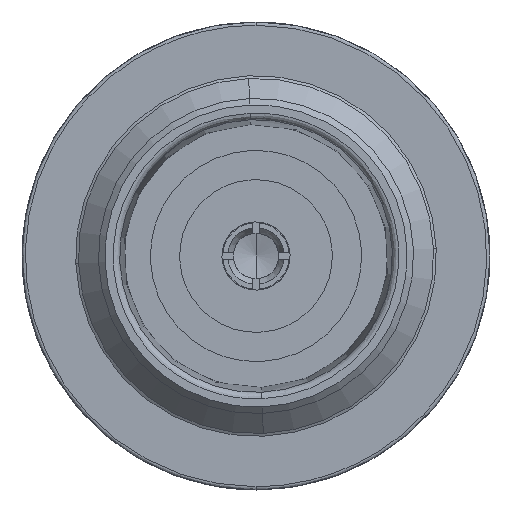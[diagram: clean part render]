
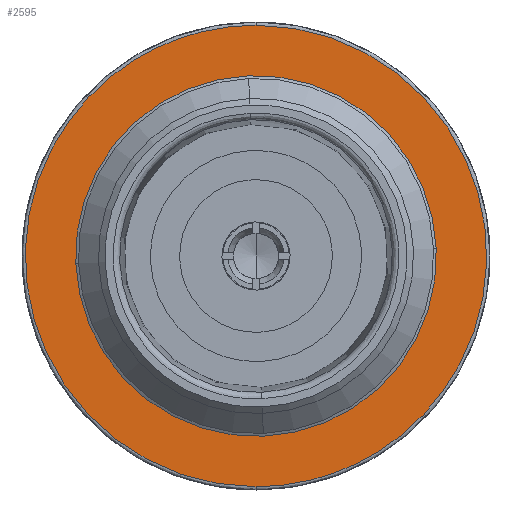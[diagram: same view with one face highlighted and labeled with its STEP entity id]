
A CAD part, left-side view. The second image highlights one B-rep face of the part: STEP entity #2595.
In plain terms, the highlighted planar face has unit normal (-1, 0, 0).
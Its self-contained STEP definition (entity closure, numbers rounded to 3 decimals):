
#25 = CARTESIAN_POINT ( 'NONE',  ( 0., 0., 0. ) ) ;
#196 = DIRECTION ( 'NONE',  ( 1., 0., 0. ) ) ;
#209 = ORIENTED_EDGE ( 'NONE', *, *, #1587, .F. ) ;
#264 = PLANE ( 'NONE',  #1100 ) ;
#273 = CARTESIAN_POINT ( 'NONE',  ( 0., -0.2, -4.846 ) ) ;
#326 = EDGE_CURVE ( 'NONE', #1661, #1467, #1545, .T. ) ;
#417 = CARTESIAN_POINT ( 'NONE',  ( 0., -14.2, 7.1 ) ) ;
#647 = DIRECTION ( 'NONE',  ( 0., 0.041, 0.999 ) ) ;
#753 = AXIS2_PLACEMENT_3D ( 'NONE', #3555, #2292, #1961 ) ;
#756 = CARTESIAN_POINT ( 'NONE',  ( 0., 0., 7.1 ) ) ;
#871 = FACE_OUTER_BOUND ( 'NONE', #1645, .T. ) ;
#961 = EDGE_CURVE ( 'NONE', #1206, #3828, #1685, .T. ) ;
#1100 = AXIS2_PLACEMENT_3D ( 'NONE', #2448, #196, #1436 ) ;
#1126 = CARTESIAN_POINT ( 'NONE',  ( 0., 0., -7.1 ) ) ;
#1206 = VERTEX_POINT ( 'NONE', #3248 ) ;
#1436 = DIRECTION ( 'NONE',  ( 0., -0.041, -0.999 ) ) ;
#1467 = VERTEX_POINT ( 'NONE', #2455 ) ;
#1545 = CIRCLE ( 'NONE', #1698, 4.85 ) ;
#1586 = EDGE_CURVE ( 'NONE', #1467, #1661, #3378, .T. ) ;
#1587 = EDGE_CURVE ( 'NONE', #3828, #1206, #3659, .T. ) ;
#1625 = DIRECTION ( 'NONE',  ( -1., 0., 0. ) ) ;
#1640 = CARTESIAN_POINT ( 'NONE',  ( 0., -14.2, -7.1 ) ) ;
#1645 = EDGE_LOOP ( 'NONE', ( #1782, #209 ) ) ;
#1661 = VERTEX_POINT ( 'NONE', #273 ) ;
#1685 =( BOUNDED_CURVE ( )  B_SPLINE_CURVE ( 3, ( #1126, #2059, #2032, #756 ),
 .UNSPECIFIED., .F., .F. ) 
 B_SPLINE_CURVE_WITH_KNOTS ( ( 4, 4 ),
 ( 0., 1. ),
 .UNSPECIFIED. ) 
 CURVE ( )  GEOMETRIC_REPRESENTATION_ITEM ( )  RATIONAL_B_SPLINE_CURVE ( ( 1., 0.333, 0.333, 1. ) ) 
 REPRESENTATION_ITEM ( '' )  );
#1698 = AXIS2_PLACEMENT_3D ( 'NONE', #25, #1625, #647 ) ;
#1782 = ORIENTED_EDGE ( 'NONE', *, *, #961, .F. ) ;
#1961 = DIRECTION ( 'NONE',  ( 0., 0.041, 0.999 ) ) ;
#2032 = CARTESIAN_POINT ( 'NONE',  ( 0., 14.2, 7.1 ) ) ;
#2059 = CARTESIAN_POINT ( 'NONE',  ( 0., 14.2, -7.1 ) ) ;
#2292 = DIRECTION ( 'NONE',  ( -1., 0., 0. ) ) ;
#2318 = ORIENTED_EDGE ( 'NONE', *, *, #1586, .F. ) ;
#2448 = CARTESIAN_POINT ( 'NONE',  ( 0., 4.846, -0.2 ) ) ;
#2455 = CARTESIAN_POINT ( 'NONE',  ( 0., 0.2, 4.846 ) ) ;
#2576 = CARTESIAN_POINT ( 'NONE',  ( 0., 0., 7.1 ) ) ;
#2595 = ADVANCED_FACE ( 'NONE', ( #3006, #871 ), #264, .F. ) ;
#2619 = CARTESIAN_POINT ( 'NONE',  ( 0., 0., -7.1 ) ) ;
#2881 = EDGE_LOOP ( 'NONE', ( #2318, #3779 ) ) ;
#3006 = FACE_BOUND ( 'NONE', #2881, .T. ) ;
#3248 = CARTESIAN_POINT ( 'NONE',  ( 0., 0., -7.1 ) ) ;
#3351 = CARTESIAN_POINT ( 'NONE',  ( 0., 0., 7.1 ) ) ;
#3378 = CIRCLE ( 'NONE', #753, 4.85 ) ;
#3555 = CARTESIAN_POINT ( 'NONE',  ( 0., 0., 0. ) ) ;
#3659 =( BOUNDED_CURVE ( )  B_SPLINE_CURVE ( 3, ( #2576, #417, #1640, #2619 ),
 .UNSPECIFIED., .F., .F. ) 
 B_SPLINE_CURVE_WITH_KNOTS ( ( 4, 4 ),
 ( 0., 1. ),
 .UNSPECIFIED. ) 
 CURVE ( )  GEOMETRIC_REPRESENTATION_ITEM ( )  RATIONAL_B_SPLINE_CURVE ( ( 1., 0.333, 0.333, 1. ) ) 
 REPRESENTATION_ITEM ( '' )  );
#3779 = ORIENTED_EDGE ( 'NONE', *, *, #326, .F. ) ;
#3828 = VERTEX_POINT ( 'NONE', #3351 ) ;
